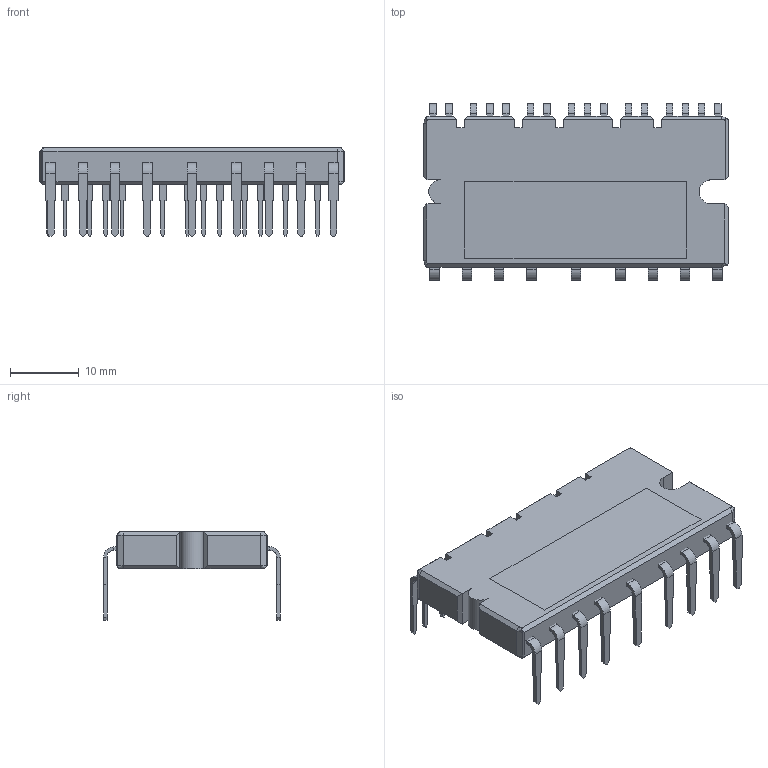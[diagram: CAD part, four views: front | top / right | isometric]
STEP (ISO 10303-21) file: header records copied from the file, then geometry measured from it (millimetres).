
FILE_DESCRIPTION(('FreeCAD Model'),'2;1');
FILE_NAME('Open CASCADE Shape Model','2021-04-04T23:30:17',( 'kicad StepUp'),('ksu MCAD'),'Open CASCADE STEP processor 7.5', 'FreeCAD','Unknown');
FILE_SCHEMA(('AUTOMOTIVE_DESIGN { 1 0 10303 214 1 1 1 1 }'));
Length unit declared in the file: millimetre
Products named in the file (1): ST_SDIP-25L
Bounding box: 44.41 x 25.75 x 12.95 mm (x, y, z)
Volume: 5598.1 mm3; surface area: 4397.2 mm2
Topology: 27 solids, 27 shells, 592 faces, 1378 edges, 840 vertices
Faces by surface type: plane 532, cylinder 52, bspline 8
Entity records: 24997 total; most frequent: CARTESIAN_POINT 7251, ORIENTED_EDGE 2756, DIRECTION 2628, EDGE_CURVE 1378, LINE 1250, VECTOR 1250, VERTEX_POINT 840, AXIS2_PLACEMENT_3D 689
